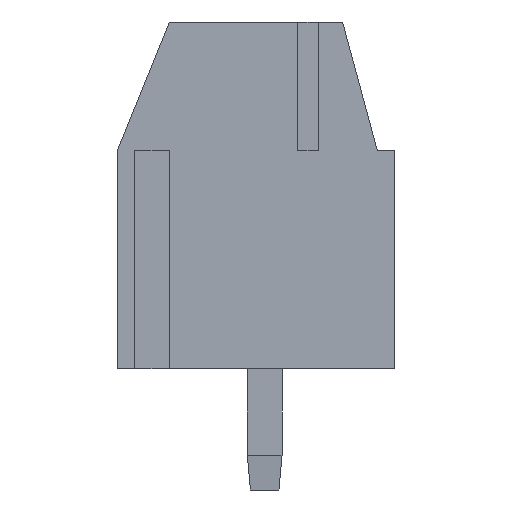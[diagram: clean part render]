
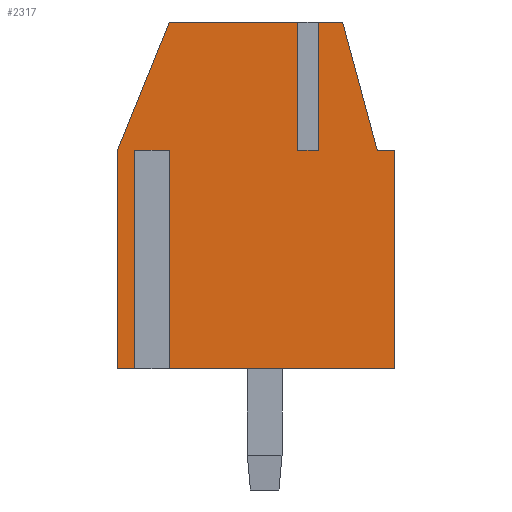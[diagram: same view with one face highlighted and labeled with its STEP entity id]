
A CAD part, left-side view. The second image highlights one B-rep face of the part: STEP entity #2317.
In plain terms, the highlighted planar face has unit normal (-1, 0, 0).
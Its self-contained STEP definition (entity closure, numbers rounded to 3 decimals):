
#1729=CARTESIAN_POINT('',(-5.08,3.55,6.3));
#1730=VERTEX_POINT('',#1729);
#1731=CARTESIAN_POINT('',(-5.08,2.95,6.3));
#1732=VERTEX_POINT('',#1731);
#1733=CARTESIAN_POINT('',(-5.08,3.55,6.3));
#1734=DIRECTION('',(0.0,-1.0,0.0));
#1735=VECTOR('',#1734,0.6);
#1736=LINE('',#1733,#1735);
#1737=EDGE_CURVE('',#1730,#1732,#1736,.T.);
#1801=CARTESIAN_POINT('',(-5.08,3.55,0.001));
#1802=VERTEX_POINT('',#1801);
#1803=CARTESIAN_POINT('',(-5.08,3.55,0.001));
#1804=DIRECTION('',(0.0,0.0,1.0));
#1805=VECTOR('',#1804,6.299);
#1806=LINE('',#1803,#1805);
#1807=EDGE_CURVE('',#1802,#1730,#1806,.T.);
#1887=CARTESIAN_POINT('',(-5.08,2.95,0.001));
#1888=VERTEX_POINT('',#1887);
#1889=CARTESIAN_POINT('',(-5.08,2.95,6.3));
#1890=DIRECTION('',(0.0,0.0,-1.0));
#1891=VECTOR('',#1890,6.299);
#1892=LINE('',#1889,#1891);
#1893=EDGE_CURVE('',#1732,#1888,#1892,.T.);
#1976=CARTESIAN_POINT('',(-5.08,2.95,0.001));
#1977=DIRECTION('',(0.0,1.0,0.0));
#1978=VECTOR('',#1977,0.6);
#1979=LINE('',#1976,#1978);
#1980=EDGE_CURVE('',#1888,#1802,#1979,.T.);
#2037=CARTESIAN_POINT('',(-5.08,-1.55,10.0));
#2038=VERTEX_POINT('',#2037);
#2046=CARTESIAN_POINT('',(-5.08,-1.55,6.3));
#2047=VERTEX_POINT('',#2046);
#2054=CARTESIAN_POINT('',(-5.08,-1.55,10.0));
#2055=DIRECTION('',(0.0,0.0,-1.0));
#2056=VECTOR('',#2055,3.7);
#2057=LINE('',#2054,#2056);
#2058=EDGE_CURVE('',#2038,#2047,#2057,.T.);
#2068=CARTESIAN_POINT('',(-5.08,-0.95,6.3));
#2069=VERTEX_POINT('',#2068);
#2070=CARTESIAN_POINT('',(-5.08,-1.55,6.3));
#2071=DIRECTION('',(0.0,1.0,0.0));
#2072=VECTOR('',#2071,0.6);
#2073=LINE('',#2070,#2072);
#2074=EDGE_CURVE('',#2047,#2069,#2073,.T.);
#2124=CARTESIAN_POINT('',(-5.08,-0.95,10.0));
#2125=VERTEX_POINT('',#2124);
#2126=CARTESIAN_POINT('',(-5.08,-0.95,6.3));
#2127=DIRECTION('',(0.0,0.0,1.0));
#2128=VECTOR('',#2127,3.7);
#2129=LINE('',#2126,#2128);
#2130=EDGE_CURVE('',#2069,#2125,#2129,.T.);
#2239=CARTESIAN_POINT('',(-5.08,-4.15,-0.5));
#2240=DIRECTION('',(1.0,0.0,0.0));
#2241=DIRECTION('',(0.0,1.0,0.0));
#2242=AXIS2_PLACEMENT_3D('',#2239,#2240,#2241);
#2243=PLANE('',#2242);
#2244=ORIENTED_EDGE('',*,*,#2058,.T.);
#2245=ORIENTED_EDGE('',*,*,#2074,.T.);
#2246=ORIENTED_EDGE('',*,*,#2130,.T.);
#2247=CARTESIAN_POINT('',(-5.08,2.75,10.0));
#2248=VERTEX_POINT('',#2247);
#2249=CARTESIAN_POINT('',(-5.08,2.75,10.0));
#2250=DIRECTION('',(0.0,-1.0,0.0));
#2251=VECTOR('',#2250,3.7);
#2252=LINE('',#2249,#2251);
#2253=EDGE_CURVE('',#2248,#2125,#2252,.T.);
#2254=ORIENTED_EDGE('',*,*,#2253,.F.);
#2255=CARTESIAN_POINT('',(-5.08,4.25,6.3));
#2256=VERTEX_POINT('',#2255);
#2257=CARTESIAN_POINT('',(-5.08,4.25,6.3));
#2258=DIRECTION('',(0.0,-0.376,0.927));
#2259=VECTOR('',#2258,3.992);
#2260=LINE('',#2257,#2259);
#2261=EDGE_CURVE('',#2256,#2248,#2260,.T.);
#2262=ORIENTED_EDGE('',*,*,#2261,.F.);
#2263=CARTESIAN_POINT('',(-5.08,4.25,0.));
#2264=VERTEX_POINT('',#2263);
#2265=CARTESIAN_POINT('',(-5.08,4.25,0.));
#2266=DIRECTION('',(0.0,0.0,1.0));
#2267=VECTOR('',#2266,6.3);
#2268=LINE('',#2265,#2267);
#2269=EDGE_CURVE('',#2264,#2256,#2268,.T.);
#2270=ORIENTED_EDGE('',*,*,#2269,.F.);
#2271=CARTESIAN_POINT('',(-5.08,-3.75,0.));
#2272=VERTEX_POINT('',#2271);
#2273=CARTESIAN_POINT('',(-5.08,-3.75,0.));
#2274=DIRECTION('',(0.0,1.0,0.0));
#2275=VECTOR('',#2274,8.0);
#2276=LINE('',#2273,#2275);
#2277=EDGE_CURVE('',#2272,#2264,#2276,.T.);
#2278=ORIENTED_EDGE('',*,*,#2277,.F.);
#2279=CARTESIAN_POINT('',(-5.08,-3.75,6.3));
#2280=VERTEX_POINT('',#2279);
#2281=CARTESIAN_POINT('',(-5.08,-3.75,6.3));
#2282=DIRECTION('',(0.0,0.0,-1.0));
#2283=VECTOR('',#2282,6.3);
#2284=LINE('',#2281,#2283);
#2285=EDGE_CURVE('',#2280,#2272,#2284,.T.);
#2286=ORIENTED_EDGE('',*,*,#2285,.F.);
#2287=CARTESIAN_POINT('',(-5.08,-3.25,6.3));
#2288=VERTEX_POINT('',#2287);
#2289=CARTESIAN_POINT('',(-5.08,-3.25,6.3));
#2290=DIRECTION('',(0.0,-1.0,0.0));
#2291=VECTOR('',#2290,0.5);
#2292=LINE('',#2289,#2291);
#2293=EDGE_CURVE('',#2288,#2280,#2292,.T.);
#2294=ORIENTED_EDGE('',*,*,#2293,.F.);
#2295=CARTESIAN_POINT('',(-5.08,-2.25,10.0));
#2296=VERTEX_POINT('',#2295);
#2297=CARTESIAN_POINT('',(-5.08,-2.25,10.0));
#2298=DIRECTION('',(0.0,-0.261,-0.965));
#2299=VECTOR('',#2298,3.833);
#2300=LINE('',#2297,#2299);
#2301=EDGE_CURVE('',#2296,#2288,#2300,.T.);
#2302=ORIENTED_EDGE('',*,*,#2301,.F.);
#2303=CARTESIAN_POINT('',(-5.08,-1.55,10.0));
#2304=DIRECTION('',(0.0,-1.0,0.0));
#2305=VECTOR('',#2304,0.7);
#2306=LINE('',#2303,#2305);
#2307=EDGE_CURVE('',#2038,#2296,#2306,.T.);
#2308=ORIENTED_EDGE('',*,*,#2307,.F.);
#2309=EDGE_LOOP('',(#2244,#2245,#2246,#2254,#2262,#2270,#2278,#2286,#2294,#2302,#2308));
#2310=FACE_OUTER_BOUND('',#2309,.T.);
#2311=ORIENTED_EDGE('',*,*,#1807,.T.);
#2312=ORIENTED_EDGE('',*,*,#1737,.T.);
#2313=ORIENTED_EDGE('',*,*,#1893,.T.);
#2314=ORIENTED_EDGE('',*,*,#1980,.T.);
#2315=EDGE_LOOP('',(#2311,#2312,#2313,#2314));
#2316=FACE_BOUND('',#2315,.T.);
#2317=ADVANCED_FACE('',(#2310,#2316),#2243,.F.);
